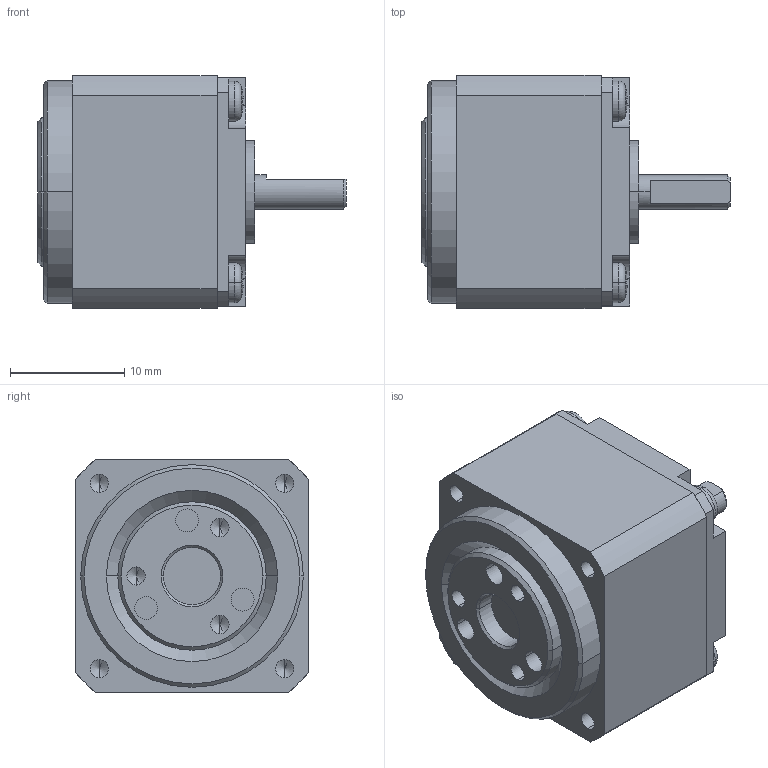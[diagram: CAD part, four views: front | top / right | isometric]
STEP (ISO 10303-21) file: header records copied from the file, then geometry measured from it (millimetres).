
FILE_DESCRIPTION (( 'STEP AP214' ), '1' );
FILE_NAME ('CSF-5-XXX-1U-F.STEP', '2016-10-21T13:01:02', ( '' ), ( '' ), 'SwSTEP 2.0', 'SolidWorks 2015', '' );
FILE_SCHEMA (( 'AUTOMOTIVE_DESIGN' ));
Length unit declared in the file: millimetre
Products named in the file (5): CSF-5-2XH-F OUTPUT_Dumbed down; CSF-5-1U-CC HOUSING; CSF-5-1U-INPUT; CSF-5-XXX-1U-F; CSF-5-1U SCREW
Assembly tree (7 placements, depth 2):
  CSF-5-XXX-1U-F
    CSF-5-1U-CC HOUSING
    CSF-5-2XH-F OUTPUT_Dumbed down
    CSF-5-1U-INPUT
    CSF-5-1U SCREW  x4
Bounding box: 27 x 20.4 x 20.4 mm (x, y, z)
Volume: 5311.7 mm3; surface area: 5726.7 mm2
Topology: 7 solids, 7 shells, 310 faces, 733 edges, 444 vertices
Faces by surface type: plane 115, cylinder 108, cone 55, torus 24, sphere 8
Entity records: 6560 total; most frequent: DIRECTION 1180, CARTESIAN_POINT 1026, ORIENTED_EDGE 974, EDGE_CURVE 487, AXIS2_PLACEMENT_3D 468, VERTEX_POINT 306, EDGE_LOOP 255, VECTOR 244
